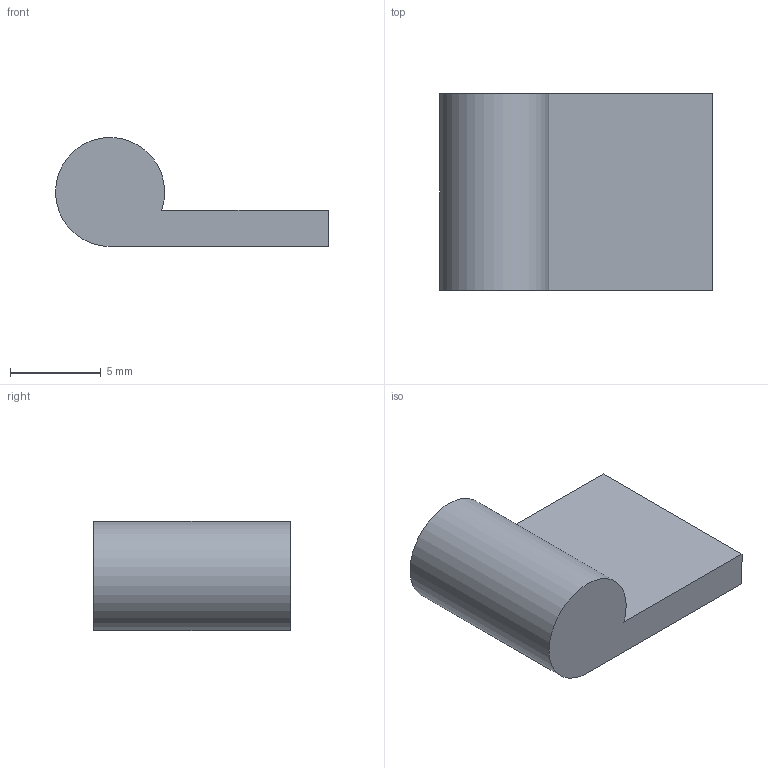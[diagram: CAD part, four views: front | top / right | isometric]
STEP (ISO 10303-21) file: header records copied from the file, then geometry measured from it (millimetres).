
FILE_DESCRIPTION (( 'STEP AP214' ), '1' );
FILE_NAME ('MPU6050盓傅翐.STEP', '2024-04-04T09:44:24', ( '' ), ( '' ), 'SwSTEP 2.0', 'SolidWorks 2023', '' );
FILE_SCHEMA (( 'AUTOMOTIVE_DESIGN' ));
Length unit declared in the file: millimetre
Products named in the file (1): MPU6050支撑柱
Bounding box: 15 x 10.8 x 6 mm (x, y, z)
Volume: 482.7 mm3; surface area: 571.3 mm2
Topology: 1 solids, 1 shells, 10 faces, 22 edges, 13 vertices
Faces by surface type: plane 5, cylinder 3, cone 2
Entity records: 285 total; most frequent: DIRECTION 48, CARTESIAN_POINT 44, ORIENTED_EDGE 40, EDGE_CURVE 20, AXIS2_PLACEMENT_3D 17, LINE 14, VECTOR 14, VERTEX_POINT 13
